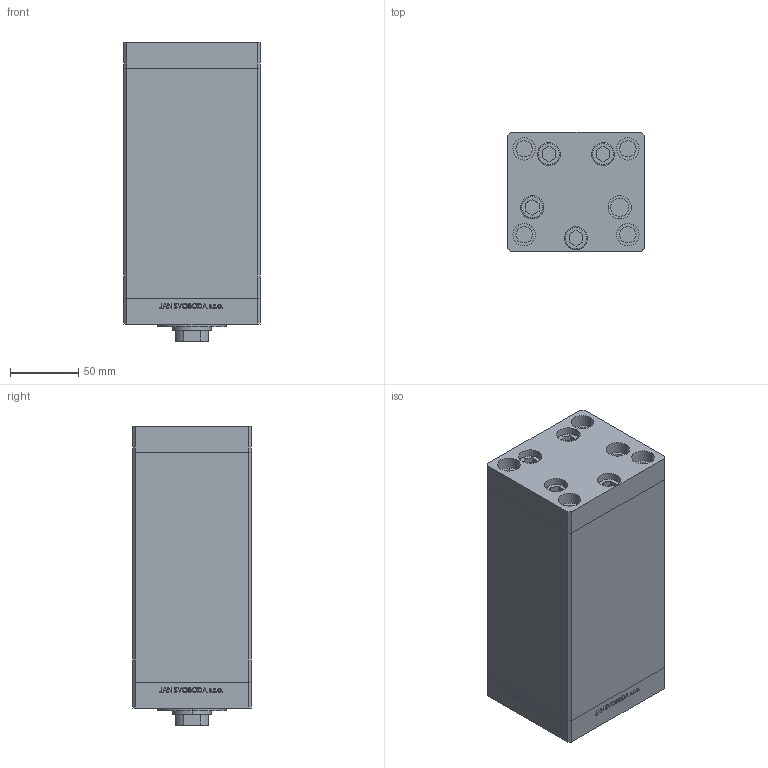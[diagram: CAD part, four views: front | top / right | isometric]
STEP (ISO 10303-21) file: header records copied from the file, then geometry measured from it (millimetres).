
FILE_DESCRIPTION (( 'STEP AP203' ), '1' );
FILE_NAME ('53b7.STEP', '2024-01-08T20:11:53', ( '' ), ( '' ), 'SwSTEP 2.0', 'SolidWorks 2019', '' );
FILE_SCHEMA (( 'CONFIG_CONTROL_DESIGN' ));
Length unit declared in the file: millimetre
Products named in the file (6): 53b7; V220C BACK_C 505b4cb91800f0b72c2c55cdeca24c08; ALLEN BOLT 505b4cb91800f0b72c2c55cdeca24c08; V220C_C MIDDLE 505b4cb91800f0b72c2c55cdeca24c08; V220C FRONT 505b4cb91800f0b72c2c55cdeca24c08; V220C_VC_C 505b4cb91800f0b72c2c55cdeca24c08
Assembly tree (13 placements, depth 2):
  53b7
    ALLEN BOLT 505b4cb91800f0b72c2c55cdeca24c08  x9
    V220C_C MIDDLE 505b4cb91800f0b72c2c55cdeca24c08
    V220C FRONT 505b4cb91800f0b72c2c55cdeca24c08
    V220C_VC_C 505b4cb91800f0b72c2c55cdeca24c08
    V220C BACK_C 505b4cb91800f0b72c2c55cdeca24c08
Bounding box: 100 x 87 x 219.5 mm (x, y, z)
Volume: 1469550.5 mm3; surface area: 245103.1 mm2
Topology: 13 solids, 13 shells, 1164 faces, 2906 edges, 1906 vertices
Faces by surface type: plane 542, bspline 380, cylinder 160, cone 42, torus 40
Entity records: 49206 total; most frequent: CARTESIAN_POINT 26555, ORIENTED_EDGE 5072, DIRECTION 3303, EDGE_CURVE 2536, VERTEX_POINT 1682, VECTOR 1469, LINE 1469, EDGE_LOOP 1156
